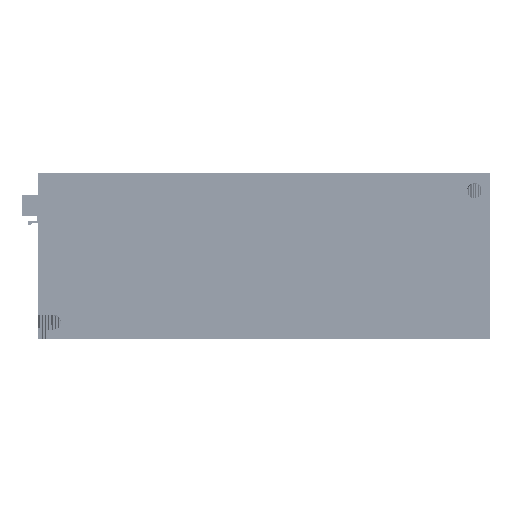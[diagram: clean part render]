
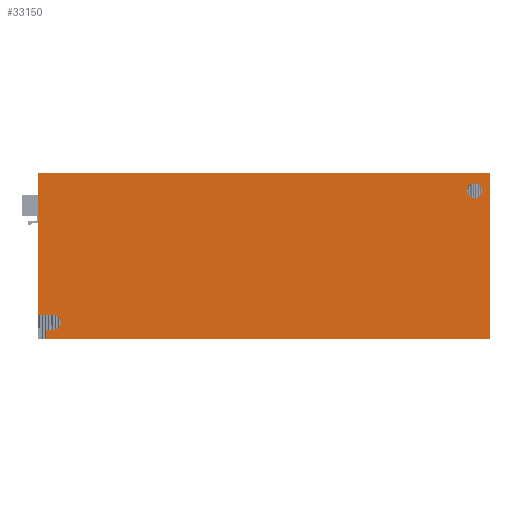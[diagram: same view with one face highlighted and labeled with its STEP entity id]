
A CAD part, top view. The second image highlights one B-rep face of the part: STEP entity #33150.
In plain terms, the highlighted planar face has unit normal (0, 0, 1).
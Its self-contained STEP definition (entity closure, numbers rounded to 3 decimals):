
#7441=DIRECTION('',(1.,0.,0.));
#7442=VECTOR('',#7441,150.);
#7443=CARTESIAN_POINT('',(-86.449,31.319,220.743));
#7444=LINE('',#7443,#7442);
#7445=DIRECTION('',(0.,-1.,0.));
#7446=VECTOR('',#7445,55.);
#7447=CARTESIAN_POINT('',(63.551,31.319,220.751));
#7448=LINE('',#7447,#7446);
#7449=CARTESIAN_POINT('',(-81.449,-20.677,
220.743));
#7450=CARTESIAN_POINT('',(-81.154,-20.677,
220.743));
#7451=CARTESIAN_POINT('',(-80.518,-20.57,
220.743));
#7452=CARTESIAN_POINT('',(-79.628,-19.998,
220.743));
#7453=CARTESIAN_POINT('',(-79.056,-19.1,
220.743));
#7454=CARTESIAN_POINT('',(-78.895,-18.174,
220.743));
#7455=CARTESIAN_POINT('',(-79.056,-17.248,
220.743));
#7456=CARTESIAN_POINT('',(-79.628,-16.349,
220.743));
#7457=CARTESIAN_POINT('',(-80.518,-15.778,
220.743));
#7458=CARTESIAN_POINT('',(-81.154,-15.67,
220.743));
#7459=CARTESIAN_POINT('',(-81.449,-15.67,
220.743));
#7461=DIRECTION('',(0.,1.,0.));
#7462=VECTOR('',#7461,46.989);
#7463=CARTESIAN_POINT('',(-86.449,-15.67,220.743));
#7464=LINE('',#7463,#7462);
#7465=CARTESIAN_POINT('',(58.551,22.991,220.75));
#7466=CARTESIAN_POINT('',(58.846,22.991,220.75));
#7467=CARTESIAN_POINT('',(59.482,23.098,220.75));
#7468=CARTESIAN_POINT('',(60.372,23.669,220.75));
#7469=CARTESIAN_POINT('',(60.944,24.568,220.75));
#7470=CARTESIAN_POINT('',(61.105,25.494,220.75));
#7471=CARTESIAN_POINT('',(60.944,26.42,220.75));
#7472=CARTESIAN_POINT('',(60.372,27.319,220.75));
#7473=CARTESIAN_POINT('',(59.482,27.89,220.75));
#7474=CARTESIAN_POINT('',(58.846,27.997,220.75));
#7475=CARTESIAN_POINT('',(58.551,27.997,220.75));
#7477=CARTESIAN_POINT('',(58.551,27.997,220.75));
#7478=CARTESIAN_POINT('',(58.257,27.997,220.75));
#7479=CARTESIAN_POINT('',(57.62,27.89,220.75));
#7480=CARTESIAN_POINT('',(56.731,27.319,220.75));
#7481=CARTESIAN_POINT('',(56.158,26.42,220.75));
#7482=CARTESIAN_POINT('',(55.998,25.494,220.75));
#7483=CARTESIAN_POINT('',(56.158,24.568,220.75));
#7484=CARTESIAN_POINT('',(56.731,23.669,220.75));
#7485=CARTESIAN_POINT('',(57.62,23.098,220.75));
#7486=CARTESIAN_POINT('',(58.257,22.991,220.75));
#7487=CARTESIAN_POINT('',(58.551,22.991,220.75));
#7489=DIRECTION('',(1.,0.,0.));
#7490=VECTOR('',#7489,147.5);
#7491=CARTESIAN_POINT('',(-83.949,-23.681,
220.743));
#7492=LINE('',#7491,#7490);
#9750=DIRECTION('',(1.,0.,0.));
#9751=VECTOR('',#9750,5.);
#9752=CARTESIAN_POINT('',(-86.449,-15.67,220.743));
#9753=LINE('',#9752,#9751);
#9766=DIRECTION('',(-1.,0.,0.));
#9767=VECTOR('',#9766,2.5);
#9768=CARTESIAN_POINT('',(-81.449,-20.677,
220.743));
#9769=LINE('',#9768,#9767);
#9774=DIRECTION('',(0.,-1.,0.));
#9775=VECTOR('',#9774,3.004);
#9776=CARTESIAN_POINT('',(-83.949,-20.677,
220.743));
#9777=LINE('',#9776,#9775);
#16612=CARTESIAN_POINT('',(-86.449,-15.67,220.743));
#16613=CARTESIAN_POINT('',(-86.449,31.319,220.743));
#16614=VERTEX_POINT('',#16612);
#16615=VERTEX_POINT('',#16613);
#16898=CARTESIAN_POINT('',(63.551,31.319,220.751));
#16899=VERTEX_POINT('',#16898);
#16900=CARTESIAN_POINT('',(63.551,-23.681,
220.751));
#16901=VERTEX_POINT('',#16900);
#17460=CARTESIAN_POINT('',(-81.449,-15.67,
220.743));
#17461=VERTEX_POINT('',#17460);
#17462=VERTEX_POINT('',#7449);
#17463=CARTESIAN_POINT('',(-83.949,-20.677,
220.743));
#17464=VERTEX_POINT('',#17463);
#17465=CARTESIAN_POINT('',(-83.949,-23.681,
220.743));
#17466=VERTEX_POINT('',#17465);
#17467=VERTEX_POINT('',#7465);
#17468=VERTEX_POINT('',#7475);
#33124=CARTESIAN_POINT('',(-11.449,3.819,
220.747));
#33125=DIRECTION('',(0.,0.,1.));
#33126=DIRECTION('',(-1.,0.,0.));
#33127=AXIS2_PLACEMENT_3D('',#33124,#33125,#33126);
#33128=PLANE('',#33127);
#33129=ORIENTED_EDGE('',*,*,#33003,.T.);
#33130=ORIENTED_EDGE('',*,*,#23874,.T.);
#33132=ORIENTED_EDGE('',*,*,#33131,.F.);
#33134=ORIENTED_EDGE('',*,*,#33133,.F.);
#33136=ORIENTED_EDGE('',*,*,#33135,.F.);
#33138=ORIENTED_EDGE('',*,*,#33137,.T.);
#33140=ORIENTED_EDGE('',*,*,#33139,.F.);
#33141=ORIENTED_EDGE('',*,*,#25178,.T.);
#33142=EDGE_LOOP('',(#33129,#33130,#33132,#33134,#33136,#33138,#33140,#33141));
#33143=FACE_OUTER_BOUND('',#33142,.F.);
#33145=ORIENTED_EDGE('',*,*,#33144,.T.);
#33147=ORIENTED_EDGE('',*,*,#33146,.T.);
#33148=EDGE_LOOP('',(#33145,#33147));
#33149=FACE_BOUND('',#33148,.F.);
#33150=ADVANCED_FACE('',(#33143,#33149),#33128,.T.);
#7460=B_SPLINE_CURVE_WITH_KNOTS('',3,(#7449,#7450,#7451,#7452,#7453,#7454,#7455,
#7456,#7457,#7458,#7459),.UNSPECIFIED.,.F.,.F.,(4,1,1,1,1,1,1,1,4),(0.,
0.125,0.25,0.375,0.5,0.625,0.75,0.875,1.),.UNSPECIFIED.);
#7476=B_SPLINE_CURVE_WITH_KNOTS('',3,(#7465,#7466,#7467,#7468,#7469,#7470,#7471,
#7472,#7473,#7474,#7475),.UNSPECIFIED.,.F.,.F.,(4,1,1,1,1,1,1,1,4),(0.,
0.125,0.25,0.375,0.5,0.625,0.75,0.875,1.),.UNSPECIFIED.);
#7488=B_SPLINE_CURVE_WITH_KNOTS('',3,(#7477,#7478,#7479,#7480,#7481,#7482,#7483,
#7484,#7485,#7486,#7487),.UNSPECIFIED.,.F.,.F.,(4,1,1,1,1,1,1,1,4),(0.,
0.125,0.25,0.375,0.5,0.625,0.75,0.875,1.),.UNSPECIFIED.);
#23874=EDGE_CURVE('',#16899,#16901,#7448,.T.);
#25178=EDGE_CURVE('',#16614,#16615,#7464,.T.);
#33003=EDGE_CURVE('',#16615,#16899,#7444,.T.);
#33131=EDGE_CURVE('',#17466,#16901,#7492,.T.);
#33133=EDGE_CURVE('',#17464,#17466,#9777,.T.);
#33135=EDGE_CURVE('',#17462,#17464,#9769,.T.);
#33137=EDGE_CURVE('',#17462,#17461,#7460,.T.);
#33139=EDGE_CURVE('',#16614,#17461,#9753,.T.);
#33144=EDGE_CURVE('',#17467,#17468,#7476,.T.);
#33146=EDGE_CURVE('',#17468,#17467,#7488,.T.);
